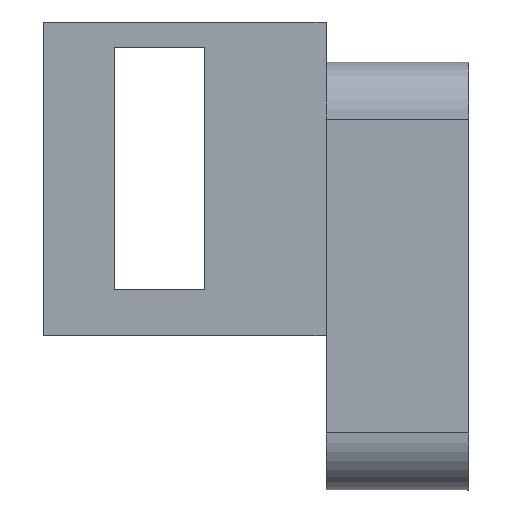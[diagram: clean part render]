
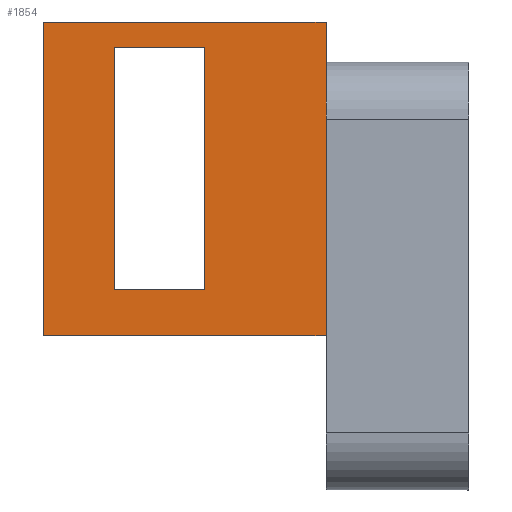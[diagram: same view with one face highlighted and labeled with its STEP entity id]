
A CAD part, left-side view. The second image highlights one B-rep face of the part: STEP entity #1854.
In plain terms, the highlighted planar face has unit normal (-1, 0, 0).
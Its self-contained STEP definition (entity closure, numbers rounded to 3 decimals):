
#104=LINE('',#5720,#235);
#111=LINE('',#5734,#242);
#122=LINE('',#5756,#253);
#123=LINE('',#5760,#254);
#124=LINE('',#5762,#255);
#125=LINE('',#5764,#256);
#126=LINE('',#5765,#257);
#127=LINE('',#5766,#258);
#235=VECTOR('',#2254,10.);
#242=VECTOR('',#2263,10.);
#253=VECTOR('',#2280,10.);
#254=VECTOR('',#2283,10.);
#255=VECTOR('',#2284,10.);
#256=VECTOR('',#2285,10.);
#257=VECTOR('',#2286,10.);
#258=VECTOR('',#2287,10.);
#439=FACE_BOUND('',#662,.T.);
#477=PLANE('',#1987);
#552=FACE_OUTER_BOUND('',#661,.T.);
#661=EDGE_LOOP('',(#1593,#1594,#1595,#1596));
#662=EDGE_LOOP('',(#1597,#1598,#1599,#1600));
#888=VERTEX_POINT('',#5714);
#890=VERTEX_POINT('',#5718);
#896=VERTEX_POINT('',#5732);
#904=VERTEX_POINT('',#5754);
#905=VERTEX_POINT('',#5758);
#906=VERTEX_POINT('',#5759);
#907=VERTEX_POINT('',#5761);
#908=VERTEX_POINT('',#5763);
#1130=EDGE_CURVE('',#890,#888,#104,.T.);
#1137=EDGE_CURVE('',#890,#896,#111,.T.);
#1148=EDGE_CURVE('',#896,#904,#122,.T.);
#1149=EDGE_CURVE('',#905,#906,#123,.T.);
#1150=EDGE_CURVE('',#907,#905,#124,.T.);
#1151=EDGE_CURVE('',#908,#907,#125,.T.);
#1152=EDGE_CURVE('',#906,#908,#126,.T.);
#1153=EDGE_CURVE('',#904,#888,#127,.T.);
#1593=ORIENTED_EDGE('',*,*,#1149,.F.);
#1594=ORIENTED_EDGE('',*,*,#1150,.F.);
#1595=ORIENTED_EDGE('',*,*,#1151,.F.);
#1596=ORIENTED_EDGE('',*,*,#1152,.F.);
#1597=ORIENTED_EDGE('',*,*,#1137,.T.);
#1598=ORIENTED_EDGE('',*,*,#1148,.T.);
#1599=ORIENTED_EDGE('',*,*,#1153,.T.);
#1600=ORIENTED_EDGE('',*,*,#1130,.F.);
#1854=ADVANCED_FACE('',(#552,#439),#477,.T.);
#1987=AXIS2_PLACEMENT_3D('',#5757,#2281,#2282);
#2254=DIRECTION('',(0.,0.,1.));
#2263=DIRECTION('',(0.,1.,0.));
#2280=DIRECTION('',(0.,0.,1.));
#2281=DIRECTION('center_axis',(-1.,0.,0.));
#2282=DIRECTION('ref_axis',(0.,0.,1.));
#2283=DIRECTION('',(0.,0.,1.));
#2284=DIRECTION('',(0.,1.,0.));
#2285=DIRECTION('',(0.,0.,-1.));
#2286=DIRECTION('',(0.,-1.,0.));
#2287=DIRECTION('',(0.,-1.,0.));
#5714=CARTESIAN_POINT('',(-14.45,-6.574,71.));
#5718=CARTESIAN_POINT('',(-14.45,-6.574,54.));
#5720=CARTESIAN_POINT('',(-14.45,-6.574,55.938));
#5732=CARTESIAN_POINT('',(-14.45,-0.25,54.));
#5734=CARTESIAN_POINT('',(-14.45,1.169,54.));
#5754=CARTESIAN_POINT('',(-14.45,-0.25,71.));
#5756=CARTESIAN_POINT('',(-14.45,-0.25,64.438));
#5757=CARTESIAN_POINT('Origin',(-14.45,4.75,57.875));
#5758=CARTESIAN_POINT('',(-14.45,4.75,50.775));
#5759=CARTESIAN_POINT('',(-14.45,4.75,72.775));
#5760=CARTESIAN_POINT('',(-14.45,4.75,72.275));
#5761=CARTESIAN_POINT('',(-14.45,-15.074,50.775));
#5762=CARTESIAN_POINT('',(-14.45,0.75,50.775));
#5763=CARTESIAN_POINT('',(-14.45,-15.074,72.775));
#5764=CARTESIAN_POINT('',(-14.45,-15.074,72.775));
#5765=CARTESIAN_POINT('',(-14.45,4.75,72.775));
#5766=CARTESIAN_POINT('',(-14.45,-2.412,71.));
